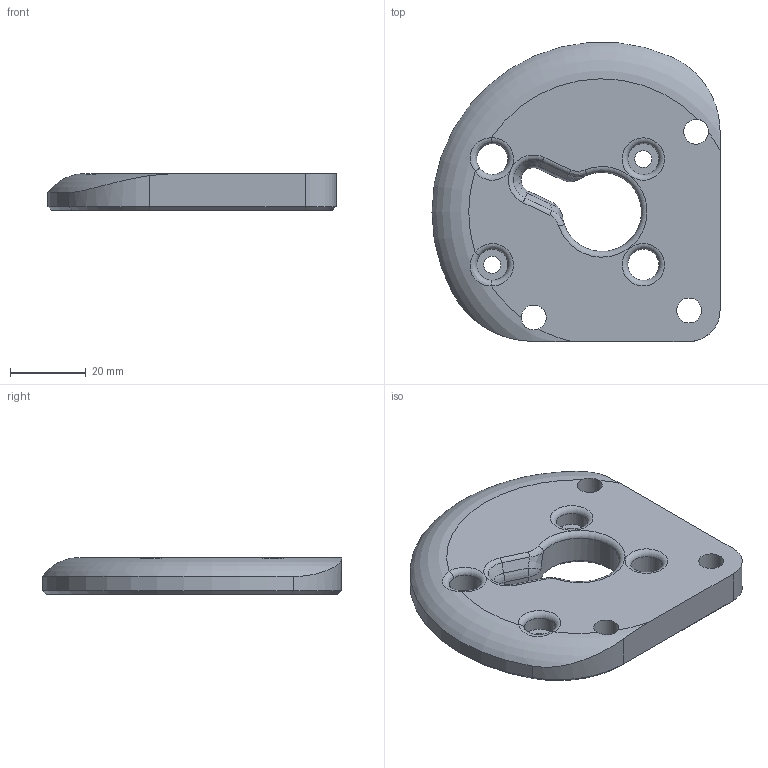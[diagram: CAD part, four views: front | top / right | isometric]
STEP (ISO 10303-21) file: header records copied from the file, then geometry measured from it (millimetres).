
FILE_DESCRIPTION(/* description */ (''),/* implementation_level */ '2;1');
FILE_NAME(/* name */ 'CHAIN GUIDE V3 - LH BASE.stp',/* time_stamp */ '2019-12-30T23:08:44-07:00',/* author */ ('Hentsch'),/* organization */ (''),/* preprocessor_version */ 'ST-DEVELOPER v17',/* originating_system */ 'Autodesk Inventor 2019',/* authorisation */ '');
FILE_SCHEMA (('AUTOMOTIVE_DESIGN { 1 0 10303 214 3 1 1 }'));
Length unit declared in the file: millimetre
Products named in the file (1): CHAIN GUIDE 2
Bounding box: 76.32 x 79.2 x 9.75 mm (x, y, z)
Volume: 42098.6 mm3; surface area: 13294 mm2
Topology: 1 solids, 1 shells, 67 faces, 167 edges, 100 vertices
Faces by surface type: plane 21, cylinder 21, cone 9, torus 8, bspline 6, sphere 2
Full cylindrical faces by diameter (mm): 4.5 x2, 6.604 x3, 8.25 x4
Entity records: 2297 total; most frequent: CARTESIAN_POINT 610, DIRECTION 355, ORIENTED_EDGE 338, EDGE_CURVE 169, AXIS2_PLACEMENT_3D 141, VERTEX_POINT 102, EDGE_LOOP 81, CIRCLE 75
